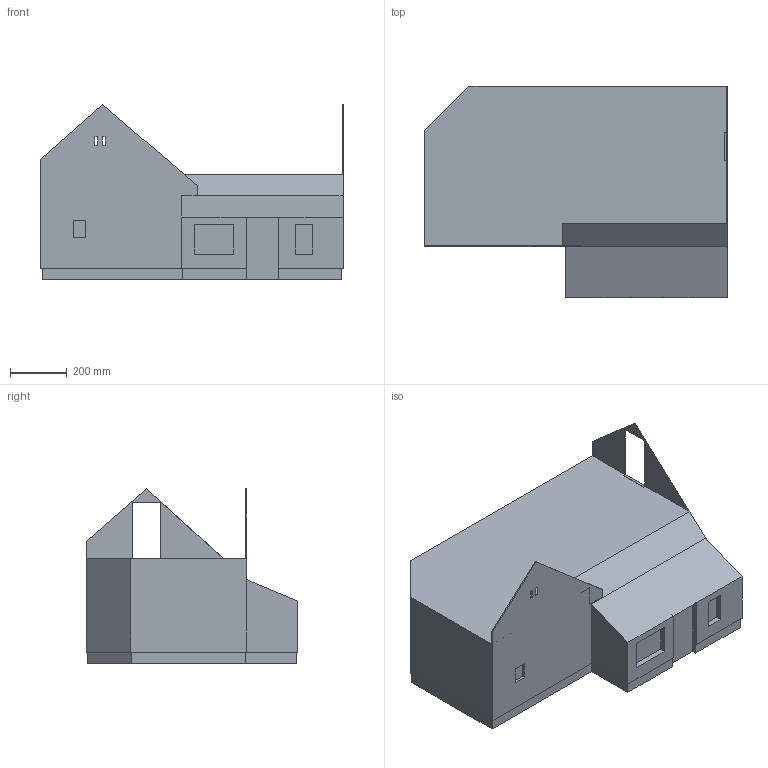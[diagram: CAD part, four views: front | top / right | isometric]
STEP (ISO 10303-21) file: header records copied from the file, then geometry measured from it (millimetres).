
FILE_DESCRIPTION(/* description */ ('Unknown'),/* implementation_level */ '2;1');
FILE_NAME(/* name */ 'Papp',/* time_stamp */ '2016-02-20T18:35:08+01:00',/* author */ ('Unknown'),/* organization */ ('Unknown'),/* preprocessor_version */ 'ST-DEVELOPER v16',/* originating_system */ 'DEX',/* authorisation */ $);
FILE_SCHEMA (('CONFIG_CONTROL_DESIGN'));
Length unit declared in the file: millimetre
Products named in the file (1): Papp
Bounding box: 1066 x 745 x 616.26 mm (x, y, z)
Volume: 240631629.3 mm3; surface area: 2889053.4 mm2
Topology: 1 solids, 1 shells, 87 faces, 230 edges, 152 vertices
Faces by surface type: plane 87
Entity records: 2674 total; most frequent: CARTESIAN_POINT 470, ORIENTED_EDGE 460, DIRECTION 406, EDGE_CURVE 230, LINE 230, VECTOR 230, VERTEX_POINT 152, EDGE_LOOP 100
